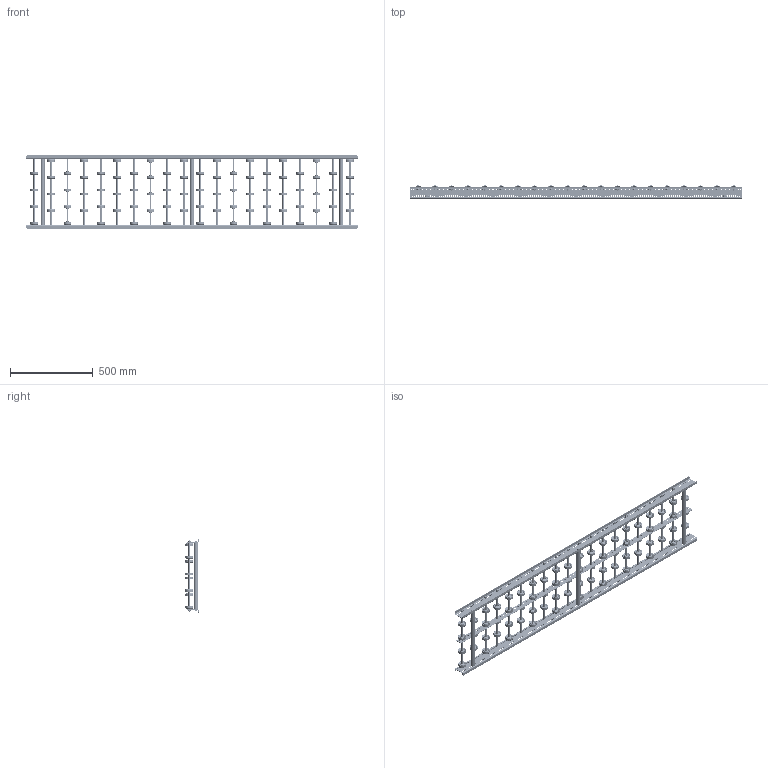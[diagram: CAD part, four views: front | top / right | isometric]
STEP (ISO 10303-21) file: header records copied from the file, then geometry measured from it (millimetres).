
FILE_DESCRIPTION (( 'STEP AP214' ), '1' );
FILE_NAME ('0052464.step', '2021-10-26T13:29:56', ( '' ), ( '' ), 'SwSTEP 2.0', 'SolidWorks 2020', '' );
FILE_SCHEMA (( 'AUTOMOTIVE_DESIGN' ));
Length unit declared in the file: millimetre
Products named in the file (10): Traversen_KFG_L400; K0011528_2200-48-8; S100100_Längstraverse-42x2,5_S100103_L„ngstraverse-RB-L2000; Hutmutter_DIN_1587_M8; 0052464; Profil_LRB-20x70x20x2_KFG_S100202_U-PROFIL-20-70-20-2-LRB-L=2000; 0046278_KB-ROHR-12X1,75mm_KFG_L75,5; S106837_Gewindestange-M8-KFG_L420; Röllchenachse-für-Konfiguration_EL400 Stahl; S100994_Sperrzahnschraube_M08x16-8.8-A2K
Assembly tree (81 placements, depth 3):
  0052464
    Profil_LRB-20x70x20x2_KFG_S100202_U-PROFIL-20-70-20-2-LRB-L=2000  x2
    S100994_Sperrzahnschraube_M08x16-8.8-A2K  x6
    Traversen_KFG_L400  x3
    Röllchenachse-für-Konfiguration_EL400 Stahl  x20
      S106837_Gewindestange-M8-KFG_L420
      0046278_KB-ROHR-12X1,75mm_KFG_L75,5
      K0011528_2200-48-8
    S100100_Längstraverse-42x2,5_S100103_L„ngstraverse-RB-L2000
    Hutmutter_DIN_1587_M8  x40
Bounding box: 2000 x 79 x 440 mm (x, y, z)
Volume: 3555241 mm3; surface area: 2821291.5 mm2
Topology: 318 solids, 318 shells, 9994 faces, 21758 edges, 13304 vertices
Faces by surface type: cylinder 4110, torus 2104, plane 1968, cone 1772, bspline 40
Entity records: 37783 total; most frequent: DIRECTION 6803, CARTESIAN_POINT 6236, ORIENTED_EDGE 5696, AXIS2_PLACEMENT_3D 2933, EDGE_CURVE 2848, VERTEX_POINT 1870, EDGE_LOOP 1840, CIRCLE 1831
